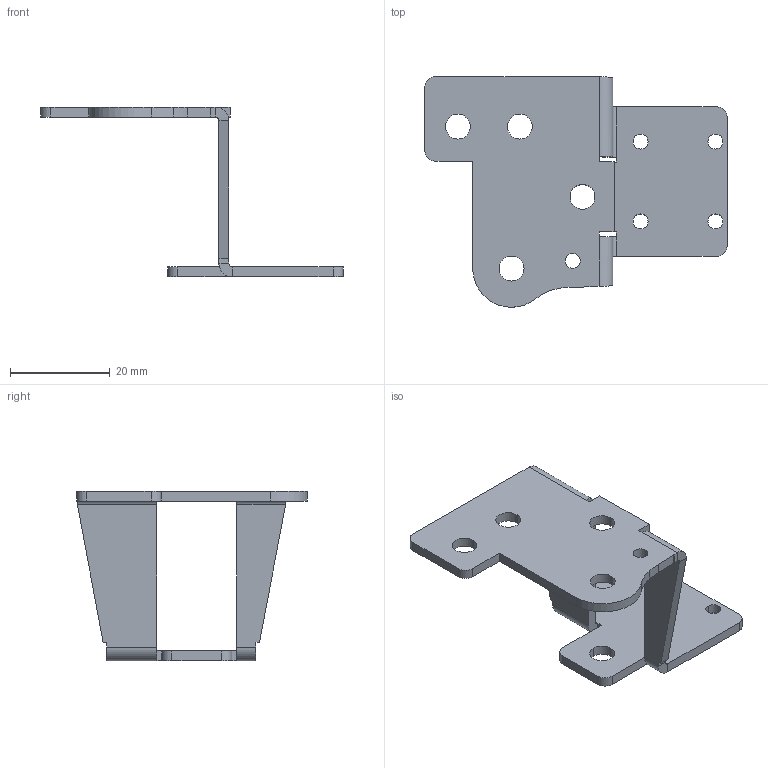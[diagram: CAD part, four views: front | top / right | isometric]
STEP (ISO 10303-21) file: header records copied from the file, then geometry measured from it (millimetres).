
FILE_DESCRIPTION (( 'STEP AP203' ), '1' );
FILE_NAME ('X-B-Mount-sheet-metal.STEP', '2021-05-05T13:43:35', ( '' ), ( '' ), 'SwSTEP 2.0', 'SolidWorks 2021', '' );
FILE_SCHEMA (( 'CONFIG_CONTROL_DESIGN' ));
Length unit declared in the file: millimetre
Products named in the file (1): X-B-Mount-sheet-metal
Bounding box: 60.54 x 46.2 x 34 mm (x, y, z)
Volume: 5408.8 mm3; surface area: 6430.3 mm2
Topology: 1 solids, 1 shells, 77 faces, 207 edges, 130 vertices
Faces by surface type: plane 38, cylinder 37, bspline 2
Entity records: 2612 total; most frequent: CARTESIAN_POINT 521, DIRECTION 425, ORIENTED_EDGE 414, EDGE_CURVE 207, AXIS2_PLACEMENT_3D 146, LINE 133, VECTOR 133, VERTEX_POINT 130
